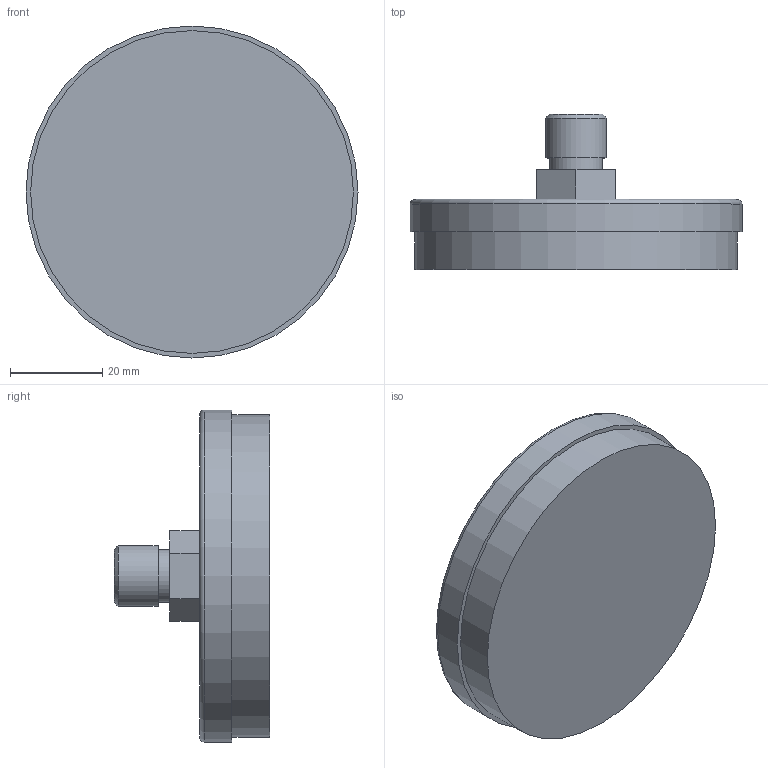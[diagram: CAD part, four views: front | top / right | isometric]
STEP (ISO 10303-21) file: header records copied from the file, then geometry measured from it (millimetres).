
FILE_DESCRIPTION(/* description */ (''),/* implementation_level */ '2;1');
FILE_NAME(/* name */ 'v70epdm_rac11r1-4m.stp',/* time_stamp */ '2020-07-02T16:51:18+02:00',/* author */ ('enginyeria'),/* organization */ (''),/* preprocessor_version */ 'ST-DEVELOPER v17',/* originating_system */ 'Autodesk Inventor 2019',/* authorisation */ '');
FILE_SCHEMA (('CONFIG_CONTROL_DESIGN'));
Length unit declared in the file: millimetre
Products named in the file (1): v70cn_rac11r1-4m
Bounding box: 72 x 33.7 x 72 mm (x, y, z)
Volume: 62650.7 mm3; surface area: 12650.9 mm2
Topology: 1 solids, 1 shells, 21 faces, 54 edges, 39 vertices
Faces by surface type: plane 12, cylinder 5, cone 3, torus 1
Full cylindrical faces by diameter (mm): 6.5 x1, 11.445 x1, 13.157 x1, 70 x1, 72 x1
Entity records: 736 total; most frequent: DIRECTION 124, CARTESIAN_POINT 114, ORIENTED_EDGE 106, EDGE_CURVE 53, AXIS2_PLACEMENT_3D 49, VERTEX_POINT 39, CIRCLE 27, EDGE_LOOP 26
